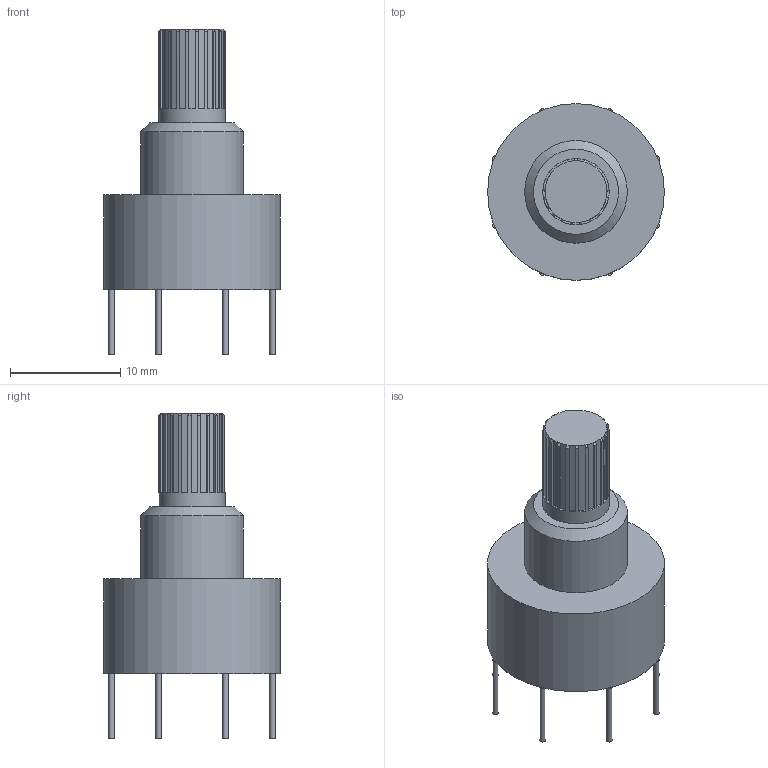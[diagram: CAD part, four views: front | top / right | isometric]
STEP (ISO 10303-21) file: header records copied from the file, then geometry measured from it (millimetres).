
FILE_DESCRIPTION(/* description */ (''),/* implementation_level */ '2;1');
FILE_NAME(/* name */ 'Switch Rotary RS16.step',/* time_stamp */ '2023-08-23T19:34:38+02:00',/* author */ (''),/* organization */ (''),/* preprocessor_version */ 'ST-DEVELOPER v20',/* originating_system */ 'Autodesk Translation Framework v12.9.0.99',/* authorisation */ '');
FILE_SCHEMA (('AUTOMOTIVE_DESIGN { 1 0 10303 214 3 1 1 }'));
Length unit declared in the file: millimetre
Products named in the file (1): RS16
Bounding box: 16 x 16 x 29.5 mm (x, y, z)
Volume: 2440.4 mm3; surface area: 1707.8 mm2
Topology: 11 solids, 11 shells, 141 faces, 332 edges, 214 vertices
Faces by surface type: plane 107, cone 22, cylinder 12
Full cylindrical faces by diameter (mm): 0.5 x8, 6 x2, 9.3 x1, 16 x1
Entity records: 3978 total; most frequent: CARTESIAN_POINT 856, ORIENTED_EDGE 664, DIRECTION 620, EDGE_CURVE 332, AXIS2_PLACEMENT_3D 230, VERTEX_POINT 214, LINE 160, VECTOR 160
